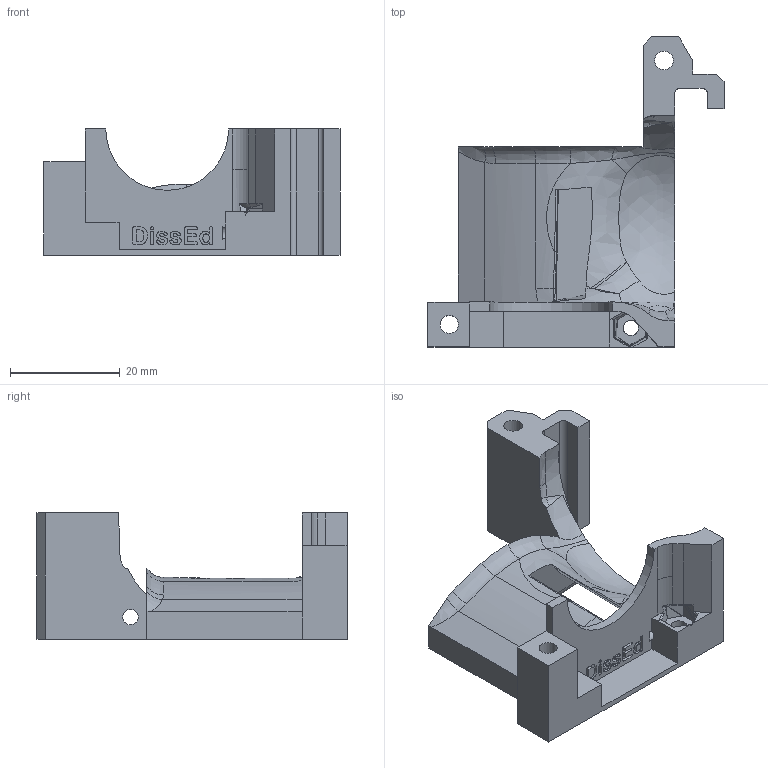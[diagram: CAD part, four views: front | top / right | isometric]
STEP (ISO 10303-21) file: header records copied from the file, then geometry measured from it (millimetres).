
FILE_DESCRIPTION(/* description */ (''),/* implementation_level */ '2;1');
FILE_NAME(/* name */ 'Extruder_Cover_DissEd.step',/* time_stamp */ '2018-11-03T18:44:43+01:00',/* author */ (''),/* organization */ (''),/* preprocessor_version */ 'ST-DEVELOPER v17.2',/* originating_system */ 'Autodesk Translation Framework v7.6.0.251',/* authorisation */ '');
FILE_SCHEMA (('AUTOMOTIVE_DESIGN { 1 0 10303 214 3 1 1 }'));
Length unit declared in the file: millimetre
Products named in the file (1): extruder-cover
Bounding box: 54 x 56.56 x 23 mm (x, y, z)
Volume: 13701.5 mm3; surface area: 8628 mm2
Topology: 1 solids, 14 shells, 412 faces, 1125 edges, 750 vertices
Faces by surface type: bspline 196, plane 173, cylinder 37, cone 4, torus 2
Full cylindrical faces by diameter (mm): 1 x13, 2.8 x3, 3.3 x1, 3.4 x1, 6.2 x2
Entity records: 16443 total; most frequent: CARTESIAN_POINT 7205, ORIENTED_EDGE 2246, DIRECTION 1300, EDGE_CURVE 1123, VERTEX_POINT 750, LINE 572, VECTOR 572, EDGE_LOOP 437
